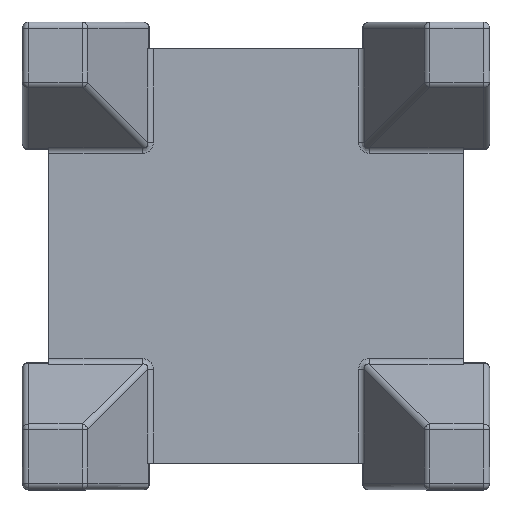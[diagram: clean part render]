
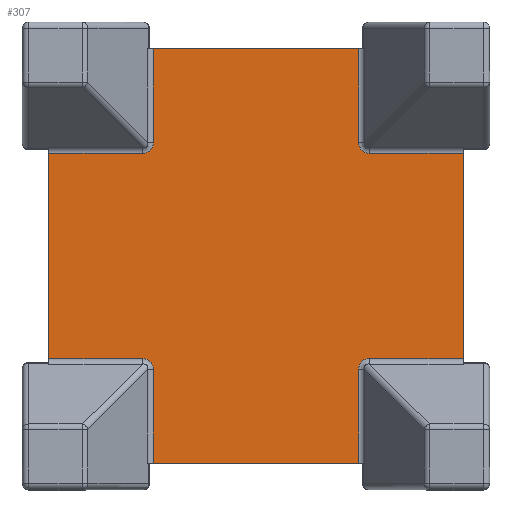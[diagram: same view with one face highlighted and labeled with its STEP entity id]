
A CAD part, top view. The second image highlights one B-rep face of the part: STEP entity #307.
In plain terms, the highlighted planar face has unit normal (0, 0, 1).
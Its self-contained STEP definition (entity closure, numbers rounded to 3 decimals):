
#75=CARTESIAN_POINT('',(4.83,9.75,6.));
#76=VERTEX_POINT('',#75);
#84=CARTESIAN_POINT('',(4.83,5.345,6.));
#85=VERTEX_POINT('',#84);
#86=CARTESIAN_POINT('',(4.83,9.75,6.));
#87=DIRECTION('',(0.0,-1.0,0.0));
#88=VECTOR('',#87,4.405);
#89=LINE('',#86,#88);
#90=EDGE_CURVE('',#76,#85,#89,.T.);
#131=CARTESIAN_POINT('',(5.345,4.83,6.));
#132=VERTEX_POINT('',#131);
#150=CARTESIAN_POINT('',(5.53,5.53,6.));
#151=DIRECTION('',(0.0,0.0,1.0));
#152=DIRECTION('',(-0.707,-0.707,0.0));
#153=AXIS2_PLACEMENT_3D('',#150,#151,#152);
#154=ELLIPSE('',#153,0.787,0.6);
#155=EDGE_CURVE('',#85,#132,#154,.T.);
#167=CARTESIAN_POINT('',(9.75,4.83,6.));
#168=VERTEX_POINT('',#167);
#183=CARTESIAN_POINT('',(5.345,4.83,6.));
#184=DIRECTION('',(1.0,0.0,0.0));
#185=VECTOR('',#184,4.405);
#186=LINE('',#183,#185);
#187=EDGE_CURVE('',#132,#168,#186,.T.);
#192=CARTESIAN_POINT('',(0.0,0.0,6.));
#193=DIRECTION('',(0.0,0.0,1.0));
#194=DIRECTION('',(1.0,0.0,0.0));
#195=AXIS2_PLACEMENT_3D('',#192,#193,#194);
#196=PLANE('',#195);
#197=ORIENTED_EDGE('',*,*,#187,.F.);
#198=ORIENTED_EDGE('',*,*,#155,.F.);
#199=ORIENTED_EDGE('',*,*,#90,.F.);
#200=CARTESIAN_POINT('',(-4.83,9.75,6.));
#201=VERTEX_POINT('',#200);
#202=CARTESIAN_POINT('',(4.83,9.75,6.));
#203=DIRECTION('',(-1.0,0.0,0.0));
#204=VECTOR('',#203,9.66);
#205=LINE('',#202,#204);
#206=EDGE_CURVE('',#76,#201,#205,.T.);
#207=ORIENTED_EDGE('',*,*,#206,.T.);
#208=CARTESIAN_POINT('',(-4.83,5.345,6.));
#209=VERTEX_POINT('',#208);
#210=CARTESIAN_POINT('',(-4.83,5.345,6.));
#211=DIRECTION('',(0.0,1.0,0.0));
#212=VECTOR('',#211,4.405);
#213=LINE('',#210,#212);
#214=EDGE_CURVE('',#209,#201,#213,.T.);
#215=ORIENTED_EDGE('',*,*,#214,.F.);
#216=CARTESIAN_POINT('',(-5.345,4.83,6.));
#217=VERTEX_POINT('',#216);
#218=CARTESIAN_POINT('',(-5.53,5.53,6.));
#219=DIRECTION('',(0.0,0.0,1.0));
#220=DIRECTION('',(0.707,-0.707,0.0));
#221=AXIS2_PLACEMENT_3D('',#218,#219,#220);
#222=ELLIPSE('',#221,0.787,0.6);
#223=EDGE_CURVE('',#217,#209,#222,.T.);
#224=ORIENTED_EDGE('',*,*,#223,.F.);
#225=CARTESIAN_POINT('',(-9.75,4.83,6.));
#226=VERTEX_POINT('',#225);
#227=CARTESIAN_POINT('',(-9.75,4.83,6.));
#228=DIRECTION('',(1.0,0.0,0.0));
#229=VECTOR('',#228,4.405);
#230=LINE('',#227,#229);
#231=EDGE_CURVE('',#226,#217,#230,.T.);
#232=ORIENTED_EDGE('',*,*,#231,.F.);
#233=CARTESIAN_POINT('',(-9.75,-4.83,6.));
#234=VERTEX_POINT('',#233);
#235=CARTESIAN_POINT('',(-9.75,4.83,6.));
#236=DIRECTION('',(0.0,-1.0,0.0));
#237=VECTOR('',#236,9.66);
#238=LINE('',#235,#237);
#239=EDGE_CURVE('',#226,#234,#238,.T.);
#240=ORIENTED_EDGE('',*,*,#239,.T.);
#241=CARTESIAN_POINT('',(-5.345,-4.83,6.));
#242=VERTEX_POINT('',#241);
#243=CARTESIAN_POINT('',(-5.345,-4.83,6.));
#244=DIRECTION('',(-1.0,0.0,0.0));
#245=VECTOR('',#244,4.405);
#246=LINE('',#243,#245);
#247=EDGE_CURVE('',#242,#234,#246,.T.);
#248=ORIENTED_EDGE('',*,*,#247,.F.);
#249=CARTESIAN_POINT('',(-4.83,-5.345,6.));
#250=VERTEX_POINT('',#249);
#251=CARTESIAN_POINT('',(-5.53,-5.53,6.));
#252=DIRECTION('',(0.0,0.0,1.0));
#253=DIRECTION('',(0.707,0.707,0.0));
#254=AXIS2_PLACEMENT_3D('',#251,#252,#253);
#255=ELLIPSE('',#254,0.787,0.6);
#256=EDGE_CURVE('',#250,#242,#255,.T.);
#257=ORIENTED_EDGE('',*,*,#256,.F.);
#258=CARTESIAN_POINT('',(-4.83,-9.75,6.));
#259=VERTEX_POINT('',#258);
#260=CARTESIAN_POINT('',(-4.83,-9.75,6.));
#261=DIRECTION('',(0.0,1.0,0.0));
#262=VECTOR('',#261,4.405);
#263=LINE('',#260,#262);
#264=EDGE_CURVE('',#259,#250,#263,.T.);
#265=ORIENTED_EDGE('',*,*,#264,.F.);
#266=CARTESIAN_POINT('',(4.83,-9.75,6.));
#267=VERTEX_POINT('',#266);
#268=CARTESIAN_POINT('',(-4.83,-9.75,6.));
#269=DIRECTION('',(1.0,0.0,0.0));
#270=VECTOR('',#269,9.66);
#271=LINE('',#268,#270);
#272=EDGE_CURVE('',#259,#267,#271,.T.);
#273=ORIENTED_EDGE('',*,*,#272,.T.);
#274=CARTESIAN_POINT('',(4.83,-5.345,6.));
#275=VERTEX_POINT('',#274);
#276=CARTESIAN_POINT('',(4.83,-5.345,6.));
#277=DIRECTION('',(0.0,-1.0,0.0));
#278=VECTOR('',#277,4.405);
#279=LINE('',#276,#278);
#280=EDGE_CURVE('',#275,#267,#279,.T.);
#281=ORIENTED_EDGE('',*,*,#280,.F.);
#282=CARTESIAN_POINT('',(5.345,-4.83,6.));
#283=VERTEX_POINT('',#282);
#284=CARTESIAN_POINT('',(5.53,-5.53,6.));
#285=DIRECTION('',(0.0,0.0,1.0));
#286=DIRECTION('',(-0.707,0.707,0.0));
#287=AXIS2_PLACEMENT_3D('',#284,#285,#286);
#288=ELLIPSE('',#287,0.787,0.6);
#289=EDGE_CURVE('',#283,#275,#288,.T.);
#290=ORIENTED_EDGE('',*,*,#289,.F.);
#291=CARTESIAN_POINT('',(9.75,-4.83,6.));
#292=VERTEX_POINT('',#291);
#293=CARTESIAN_POINT('',(9.75,-4.83,6.));
#294=DIRECTION('',(-1.0,0.0,0.0));
#295=VECTOR('',#294,4.405);
#296=LINE('',#293,#295);
#297=EDGE_CURVE('',#292,#283,#296,.T.);
#298=ORIENTED_EDGE('',*,*,#297,.F.);
#299=CARTESIAN_POINT('',(9.75,-4.83,6.));
#300=DIRECTION('',(0.0,1.0,0.0));
#301=VECTOR('',#300,9.66);
#302=LINE('',#299,#301);
#303=EDGE_CURVE('',#292,#168,#302,.T.);
#304=ORIENTED_EDGE('',*,*,#303,.T.);
#305=EDGE_LOOP('',(#197,#198,#199,#207,#215,#224,#232,#240,#248,#257,#265,#273,#281,#290,#298,#304));
#306=FACE_OUTER_BOUND('',#305,.T.);
#307=ADVANCED_FACE('',(#306),#196,.T.);
